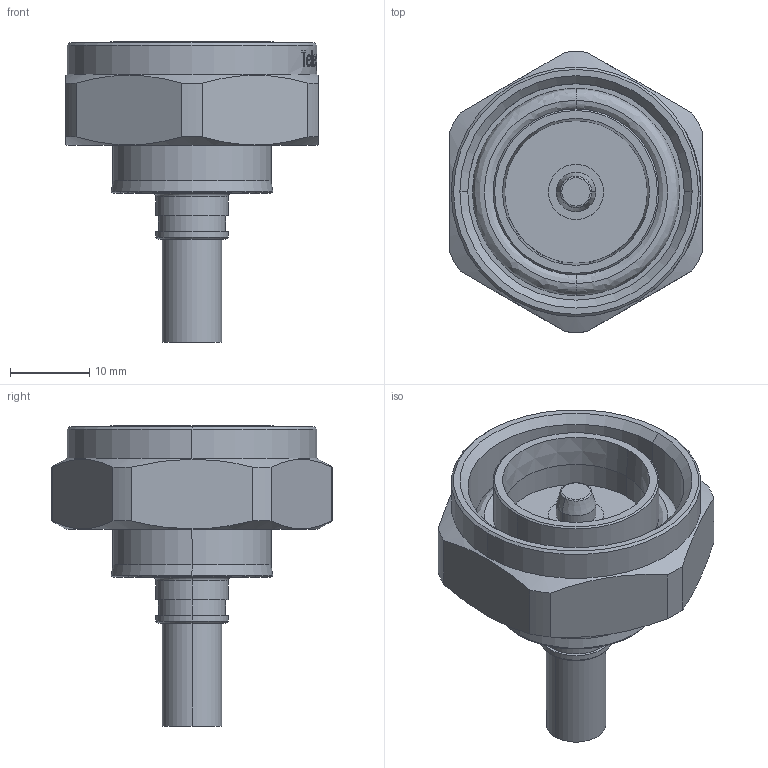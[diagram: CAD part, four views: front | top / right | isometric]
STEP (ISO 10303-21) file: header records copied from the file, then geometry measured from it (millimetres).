
FILE_DESCRIPTION (( 'STEP AP214' ), '1' );
FILE_NAME ('J01120A0106.STEP', '2015-08-07T06:49:14', ( '' ), ( '' ), 'SwSTEP 2.0', 'SolidWorks 2015', '' );
FILE_SCHEMA (( 'AUTOMOTIVE_DESIGN' ));
Length unit declared in the file: millimetre
Products named in the file (1): J01120A0106
Bounding box: 32 x 35.49 x 38 mm (x, y, z)
Volume: 9995.5 mm3; surface area: 7454.3 mm2
Topology: 2 solids, 2 shells, 285 faces, 695 edges, 446 vertices
Faces by surface type: plane 89, bspline 82, cylinder 66, cone 32, torus 16
Entity records: 14578 total; most frequent: CARTESIAN_POINT 5148, ORIENTED_EDGE 1390, DIRECTION 1123, EDGE_CURVE 695, VERTEX_POINT 446, AXIS2_PLACEMENT_3D 418, EDGE_LOOP 319, UNCERTAINTY_MEASURE_WITH_UNIT 289
